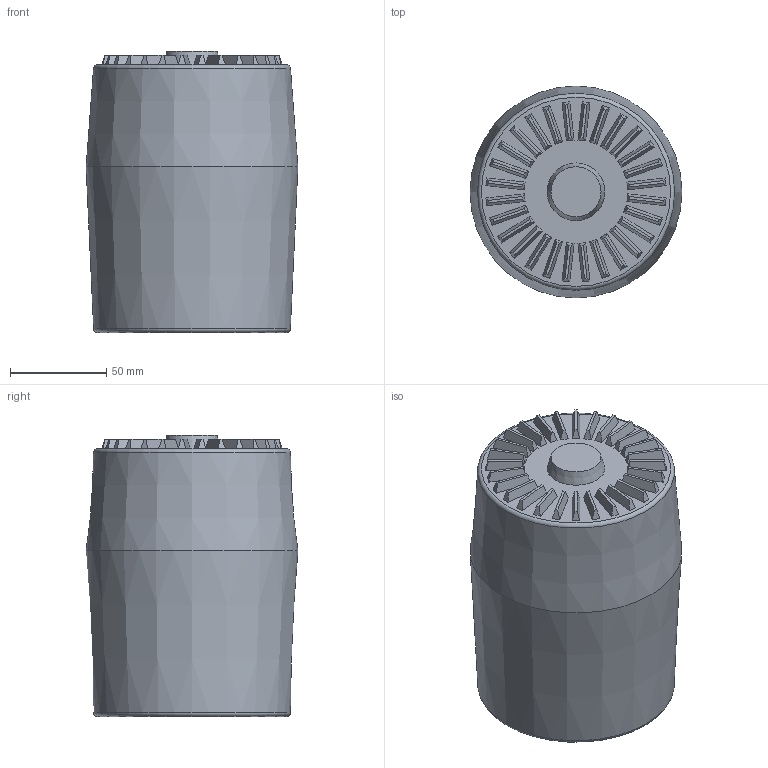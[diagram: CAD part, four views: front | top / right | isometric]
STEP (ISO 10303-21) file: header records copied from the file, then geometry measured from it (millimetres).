
FILE_DESCRIPTION(/* description */ ('Unknown'),/* implementation_level */ '2;1');
FILE_NAME(/* name */ '단상모터지퓨텍2',/* time_stamp */ '2021-06-04T12:20:55+09:00',/* author */ ('Unknown'),/* organization */ ('Unknown'),/* preprocessor_version */ 'ST-DEVELOPER v16.7',/* originating_system */ 'Solid Edge',/* authorisation */ 'Unknown');
FILE_SCHEMA (('AUTOMOTIVE_DESIGN {1 0 10303 214 3 1 1}'));
Length unit declared in the file: millimetre
Products named in the file (1): 欽鼻賅攪
Bounding box: 110 x 110 x 146 mm (x, y, z)
Volume: 426691.8 mm3; surface area: 118966.5 mm2
Topology: 1 solids, 2 shells, 156 faces, 360 edges, 239 vertices
Faces by surface type: plane 147, cone 6, torus 2, cylinder 1
Full cylindrical faces by diameter (mm): 92 x1
Entity records: 4308 total; most frequent: CARTESIAN_POINT 745, ORIENTED_EDGE 700, DIRECTION 678, EDGE_CURVE 350, LINE 336, VECTOR 336, VERTEX_POINT 238, EDGE_LOOP 196
